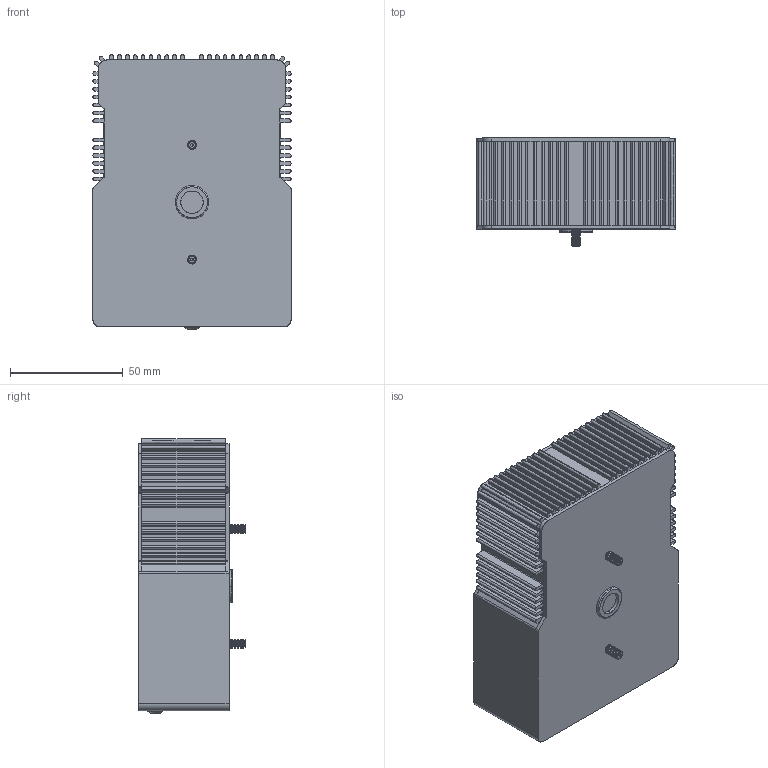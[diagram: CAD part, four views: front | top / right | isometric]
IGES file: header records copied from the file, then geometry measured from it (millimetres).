
Start section: SolidWorks IGES file using analytic representation for surfaces
Global section: file name: PS13U90S.IGS; native system: SolidWorks 2014; preprocessor: SolidWorks 2014; author: SESA281317; date: 140824.152423; units: inch
Bounding box: 87.88 x 47.82 x 121.67 mm (x, y, z)
Surface area: 47434.2 mm2 (no closed solid volume)
Topology: 0 solids, 0 shells, 641 faces, 4512 edges, 4508 vertices
Faces by surface type: bspline 337, revolution 304
